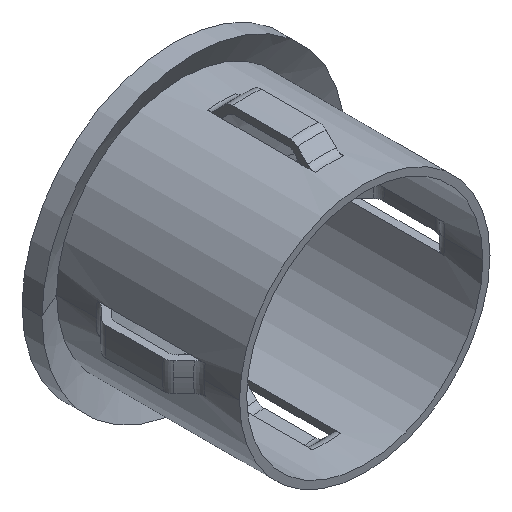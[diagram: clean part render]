
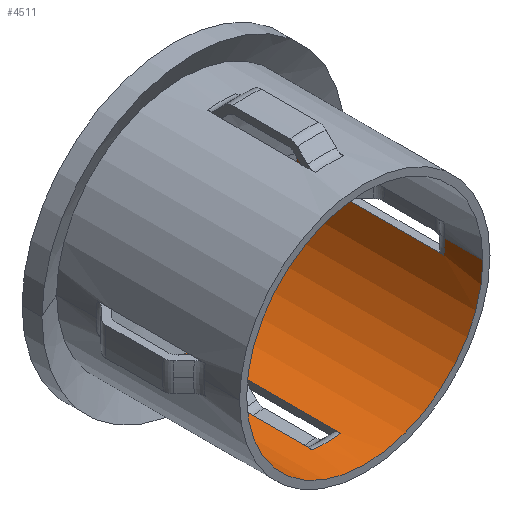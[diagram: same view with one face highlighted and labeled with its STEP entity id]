
A CAD part, isometric view. The second image highlights one B-rep face of the part: STEP entity #4511.
In plain terms, the highlighted cylindrical face has radius 16.5 mm (diameter 33 mm), a partial arc.
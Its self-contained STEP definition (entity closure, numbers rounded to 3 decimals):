
#82 = CARTESIAN_POINT ( 'NONE',  ( 0., 19.586, 0. ) ) ;
#91 = VERTEX_POINT ( 'NONE', #6351 ) ;
#144 = VERTEX_POINT ( 'NONE', #1020 ) ;
#325 = ORIENTED_EDGE ( 'NONE', *, *, #8345, .F. ) ;
#760 = CIRCLE ( 'NONE', #11373, 16.5 ) ;
#802 = VECTOR ( 'NONE', #10138, 1000. ) ;
#824 = EDGE_CURVE ( 'NONE', #8761, #144, #4857, .T. ) ;
#904 = FACE_OUTER_BOUND ( 'NONE', #13411, .T. ) ;
#1009 = DIRECTION ( 'NONE',  ( 1., 0., 0. ) ) ;
#1020 = CARTESIAN_POINT ( 'NONE',  ( 16.5, 0., 0. ) ) ;
#1037 = CARTESIAN_POINT ( 'NONE',  ( 0., 28.9, 0. ) ) ;
#1040 = VERTEX_POINT ( 'NONE', #5822 ) ;
#1100 = DIRECTION ( 'NONE',  ( 1., 0., 0. ) ) ;
#1148 = LINE ( 'NONE', #4672, #12479 ) ;
#1299 = ORIENTED_EDGE ( 'NONE', *, *, #5946, .F. ) ;
#1550 = DIRECTION ( 'NONE',  ( 1., 0., 0. ) ) ;
#1677 = DIRECTION ( 'NONE',  ( 1., 0., 0. ) ) ;
#1751 = VECTOR ( 'NONE', #11006, 1000. ) ;
#1755 = DIRECTION ( 'NONE',  ( 0., -1., 0. ) ) ;
#1877 = CARTESIAN_POINT ( 'NONE',  ( -2., 19.586, -16.378 ) ) ;
#1904 = DIRECTION ( 'NONE',  ( 0., -1., 0. ) ) ;
#1937 = CIRCLE ( 'NONE', #11932, 16.5 ) ;
#2169 = CARTESIAN_POINT ( 'NONE',  ( 16.5, 28.9, 0. ) ) ;
#2194 = DIRECTION ( 'NONE',  ( 1., 0., 0. ) ) ;
#2294 = CARTESIAN_POINT ( 'NONE',  ( 0., 5.329, 0. ) ) ;
#2358 = ORIENTED_EDGE ( 'NONE', *, *, #6489, .T. ) ;
#2382 = CARTESIAN_POINT ( 'NONE',  ( -2., 5.329, -16.378 ) ) ;
#2432 = CARTESIAN_POINT ( 'NONE',  ( -16.5, 19.586, 0. ) ) ;
#2514 = VERTEX_POINT ( 'NONE', #1877 ) ;
#2603 = CARTESIAN_POINT ( 'NONE',  ( 0., 19.586, 0. ) ) ;
#2650 = DIRECTION ( 'NONE',  ( 0., -1., 0. ) ) ;
#2679 = LINE ( 'NONE', #3000, #5271 ) ;
#2765 = EDGE_CURVE ( 'NONE', #13235, #9169, #9401, .T. ) ;
#2855 = LINE ( 'NONE', #11049, #13360 ) ;
#2912 = EDGE_CURVE ( 'NONE', #6887, #9852, #4934, .T. ) ;
#3000 = CARTESIAN_POINT ( 'NONE',  ( -2., 20., -16.378 ) ) ;
#3104 = VECTOR ( 'NONE', #8902, 1000. ) ;
#3374 = ORIENTED_EDGE ( 'NONE', *, *, #5495, .F. ) ;
#3431 = ORIENTED_EDGE ( 'NONE', *, *, #4677, .F. ) ;
#3664 = CYLINDRICAL_SURFACE ( 'NONE', #5861, 16.5 ) ;
#3732 = ORIENTED_EDGE ( 'NONE', *, *, #4600, .T. ) ;
#3848 = DIRECTION ( 'NONE',  ( 0., -1., 0. ) ) ;
#3934 = EDGE_CURVE ( 'NONE', #5492, #9852, #6475, .T. ) ;
#3940 = DIRECTION ( 'NONE',  ( 0., -1., 0. ) ) ;
#4511 = ADVANCED_FACE ( 'NONE', ( #11396, #904 ), #3664, .F. ) ;
#4600 = EDGE_CURVE ( 'NONE', #4666, #6887, #10025, .T. ) ;
#4666 = VERTEX_POINT ( 'NONE', #2432 ) ;
#4672 = CARTESIAN_POINT ( 'NONE',  ( 16.378, 20., -2. ) ) ;
#4677 = EDGE_CURVE ( 'NONE', #4977, #91, #1937, .T. ) ;
#4708 = AXIS2_PLACEMENT_3D ( 'NONE', #2294, #11085, #1100 ) ;
#4830 = CARTESIAN_POINT ( 'NONE',  ( 0., 5.329, 0. ) ) ;
#4857 = LINE ( 'NONE', #2169, #1751 ) ;
#4934 = LINE ( 'NONE', #5085, #7888 ) ;
#4977 = VERTEX_POINT ( 'NONE', #13954 ) ;
#5085 = CARTESIAN_POINT ( 'NONE',  ( -16.378, 20., -2. ) ) ;
#5271 = VECTOR ( 'NONE', #1904, 1000. ) ;
#5402 = CARTESIAN_POINT ( 'NONE',  ( 0., 19.586, 0. ) ) ;
#5492 = VERTEX_POINT ( 'NONE', #8887 ) ;
#5495 = EDGE_CURVE ( 'NONE', #91, #1040, #2855, .T. ) ;
#5528 = AXIS2_PLACEMENT_3D ( 'NONE', #5402, #8811, #9776 ) ;
#5822 = CARTESIAN_POINT ( 'NONE',  ( 16.5, 19.586, 0. ) ) ;
#5861 = AXIS2_PLACEMENT_3D ( 'NONE', #1037, #13002, #2194 ) ;
#5946 = EDGE_CURVE ( 'NONE', #2514, #13581, #2679, .T. ) ;
#5970 = DIRECTION ( 'NONE',  ( 1., 0., 0. ) ) ;
#6051 = ORIENTED_EDGE ( 'NONE', *, *, #2765, .T. ) ;
#6351 = CARTESIAN_POINT ( 'NONE',  ( 16.5, 25.942, 0. ) ) ;
#6463 = CIRCLE ( 'NONE', #9482, 16.5 ) ;
#6475 = CIRCLE ( 'NONE', #8296, 16.5 ) ;
#6489 = EDGE_CURVE ( 'NONE', #5492, #11463, #12628, .T. ) ;
#6652 = EDGE_CURVE ( 'NONE', #13468, #11871, #1148, .T. ) ;
#6887 = VERTEX_POINT ( 'NONE', #10903 ) ;
#7079 = LINE ( 'NONE', #12059, #3104 ) ;
#7831 = DIRECTION ( 'NONE',  ( 0., -1., 0. ) ) ;
#7888 = VECTOR ( 'NONE', #1755, 1000. ) ;
#8068 = CARTESIAN_POINT ( 'NONE',  ( 0., 5.329, 0. ) ) ;
#8238 = DIRECTION ( 'NONE',  ( 0., -1., 0. ) ) ;
#8273 = ORIENTED_EDGE ( 'NONE', *, *, #11010, .T. ) ;
#8296 = AXIS2_PLACEMENT_3D ( 'NONE', #4830, #3940, #1009 ) ;
#8345 = EDGE_CURVE ( 'NONE', #13581, #9169, #9345, .T. ) ;
#8413 = CARTESIAN_POINT ( 'NONE',  ( 0., 0., 0. ) ) ;
#8433 = AXIS2_PLACEMENT_3D ( 'NONE', #8068, #8238, #1550 ) ;
#8731 = CARTESIAN_POINT ( 'NONE',  ( 16.378, 19.586, -2. ) ) ;
#8761 = VERTEX_POINT ( 'NONE', #12072 ) ;
#8780 = ORIENTED_EDGE ( 'NONE', *, *, #10762, .T. ) ;
#8811 = DIRECTION ( 'NONE',  ( 0., -1., 0. ) ) ;
#8887 = CARTESIAN_POINT ( 'NONE',  ( -16.5, 5.329, 0. ) ) ;
#8902 = DIRECTION ( 'NONE',  ( 0., -1., 0. ) ) ;
#8918 = DIRECTION ( 'NONE',  ( 1., 0., 0. ) ) ;
#9023 = EDGE_CURVE ( 'NONE', #13468, #1040, #760, .T. ) ;
#9085 = CARTESIAN_POINT ( 'NONE',  ( 16.378, 5.329, -2. ) ) ;
#9169 = VERTEX_POINT ( 'NONE', #13754 ) ;
#9345 = CIRCLE ( 'NONE', #8433, 16.5 ) ;
#9401 = LINE ( 'NONE', #12435, #802 ) ;
#9482 = AXIS2_PLACEMENT_3D ( 'NONE', #8413, #13990, #1677 ) ;
#9675 = CIRCLE ( 'NONE', #4708, 16.5 ) ;
#9723 = ORIENTED_EDGE ( 'NONE', *, *, #2912, .T. ) ;
#9760 = DIRECTION ( 'NONE',  ( 0., -1., 0. ) ) ;
#9776 = DIRECTION ( 'NONE',  ( 1., 0., 0. ) ) ;
#9852 = VERTEX_POINT ( 'NONE', #11490 ) ;
#9966 = CARTESIAN_POINT ( 'NONE',  ( -16.5, 28.9, 0. ) ) ;
#10025 = CIRCLE ( 'NONE', #10461, 16.5 ) ;
#10138 = DIRECTION ( 'NONE',  ( 0., -1., 0. ) ) ;
#10423 = ORIENTED_EDGE ( 'NONE', *, *, #3934, .F. ) ;
#10461 = AXIS2_PLACEMENT_3D ( 'NONE', #82, #7831, #8918 ) ;
#10533 = CIRCLE ( 'NONE', #5528, 16.5 ) ;
#10599 = ORIENTED_EDGE ( 'NONE', *, *, #9023, .T. ) ;
#10629 = CARTESIAN_POINT ( 'NONE',  ( -16.5, 0., 0. ) ) ;
#10762 = EDGE_CURVE ( 'NONE', #2514, #13235, #10533, .T. ) ;
#10783 = ORIENTED_EDGE ( 'NONE', *, *, #13230, .F. ) ;
#10903 = CARTESIAN_POINT ( 'NONE',  ( -16.378, 19.586, -2. ) ) ;
#11006 = DIRECTION ( 'NONE',  ( 0., -1., 0. ) ) ;
#11010 = EDGE_CURVE ( 'NONE', #11463, #144, #6463, .T. ) ;
#11049 = CARTESIAN_POINT ( 'NONE',  ( 16.5, 28.9, 0. ) ) ;
#11085 = DIRECTION ( 'NONE',  ( 0., -1., 0. ) ) ;
#11373 = AXIS2_PLACEMENT_3D ( 'NONE', #2603, #3848, #11535 ) ;
#11396 = FACE_BOUND ( 'NONE', #13522, .T. ) ;
#11455 = CARTESIAN_POINT ( 'NONE',  ( 0., 25.942, 0. ) ) ;
#11463 = VERTEX_POINT ( 'NONE', #10629 ) ;
#11490 = CARTESIAN_POINT ( 'NONE',  ( -16.378, 5.329, -2. ) ) ;
#11535 = DIRECTION ( 'NONE',  ( 1., 0., 0. ) ) ;
#11537 = ORIENTED_EDGE ( 'NONE', *, *, #6652, .F. ) ;
#11871 = VERTEX_POINT ( 'NONE', #9085 ) ;
#11932 = AXIS2_PLACEMENT_3D ( 'NONE', #11455, #2650, #5970 ) ;
#12059 = CARTESIAN_POINT ( 'NONE',  ( -16.5, 28.9, 0. ) ) ;
#12072 = CARTESIAN_POINT ( 'NONE',  ( 16.5, 5.329, 0. ) ) ;
#12251 = DIRECTION ( 'NONE',  ( 0., -1., 0. ) ) ;
#12435 = CARTESIAN_POINT ( 'NONE',  ( 2., 20., -16.378 ) ) ;
#12479 = VECTOR ( 'NONE', #13567, 1000. ) ;
#12628 = LINE ( 'NONE', #9966, #14212 ) ;
#13002 = DIRECTION ( 'NONE',  ( 0., -1., 0. ) ) ;
#13230 = EDGE_CURVE ( 'NONE', #11871, #8761, #9675, .T. ) ;
#13235 = VERTEX_POINT ( 'NONE', #13299 ) ;
#13299 = CARTESIAN_POINT ( 'NONE',  ( 2., 19.586, -16.378 ) ) ;
#13360 = VECTOR ( 'NONE', #9760, 1000. ) ;
#13411 = EDGE_LOOP ( 'NONE', ( #3431, #13923, #3732, #9723, #10423, #2358, #8273, #14205, #10783, #11537, #10599, #3374 ) ) ;
#13468 = VERTEX_POINT ( 'NONE', #8731 ) ;
#13522 = EDGE_LOOP ( 'NONE', ( #325, #1299, #8780, #6051 ) ) ;
#13567 = DIRECTION ( 'NONE',  ( 0., -1., 0. ) ) ;
#13581 = VERTEX_POINT ( 'NONE', #2382 ) ;
#13607 = EDGE_CURVE ( 'NONE', #4977, #4666, #7079, .T. ) ;
#13754 = CARTESIAN_POINT ( 'NONE',  ( 2., 5.329, -16.378 ) ) ;
#13923 = ORIENTED_EDGE ( 'NONE', *, *, #13607, .T. ) ;
#13954 = CARTESIAN_POINT ( 'NONE',  ( -16.5, 25.942, 0. ) ) ;
#13990 = DIRECTION ( 'NONE',  ( 0., -1., 0. ) ) ;
#14205 = ORIENTED_EDGE ( 'NONE', *, *, #824, .F. ) ;
#14212 = VECTOR ( 'NONE', #12251, 1000. ) ;
